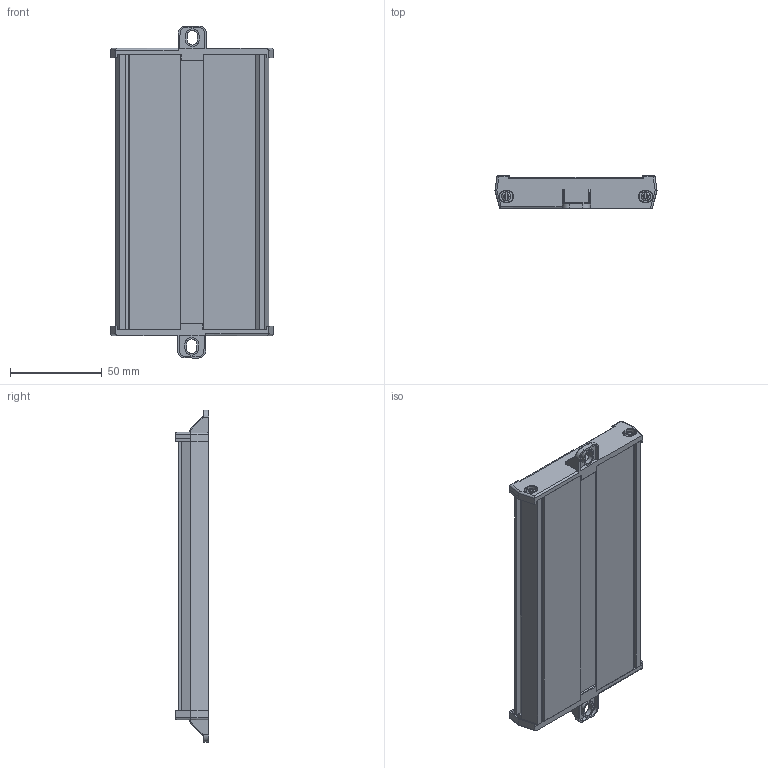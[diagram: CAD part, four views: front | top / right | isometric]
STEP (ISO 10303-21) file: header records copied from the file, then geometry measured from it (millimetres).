
FILE_DESCRIPTION (( 'STEP AP214' ), '1' );
FILE_NAME ('PHSCP-150.STEP', '2022-01-24T11:16:49', ( '' ), ( '' ), 'SwSTEP 2.0', 'SolidWorks 2017', '' );
FILE_SCHEMA (( 'AUTOMOTIVE_DESIGN' ));
Length unit declared in the file: millimetre
Products named in the file (13): Profile - 72-300_Length-150; Side Screw; End Piece_Small_with bracket; Profile - 72-300; PHSCP-150; PCB-73; PCB-73_PCB -150
Assembly tree (8 placements, depth 2):
  Side Screw
  End Piece_Small_with bracket
  End Piece_Small_with bracket
  Side Screw
  Side Screw
Bounding box: 88.4 x 18.1 x 181 mm (x, y, z)
Volume: 63009.1 mm3; surface area: 83906.1 mm2
Topology: 12 solids, 12 shells, 688 faces, 1784 edges, 1138 vertices
Faces by surface type: plane 416, cylinder 178, torus 44, bspline 20, cone 20, sphere 10
Entity records: 12532 total; most frequent: CARTESIAN_POINT 2273, ORIENTED_EDGE 1914, DIRECTION 1815, EDGE_CURVE 957, LINE 719, VECTOR 719, VERTEX_POINT 618, AXIS2_PLACEMENT_3D 548
